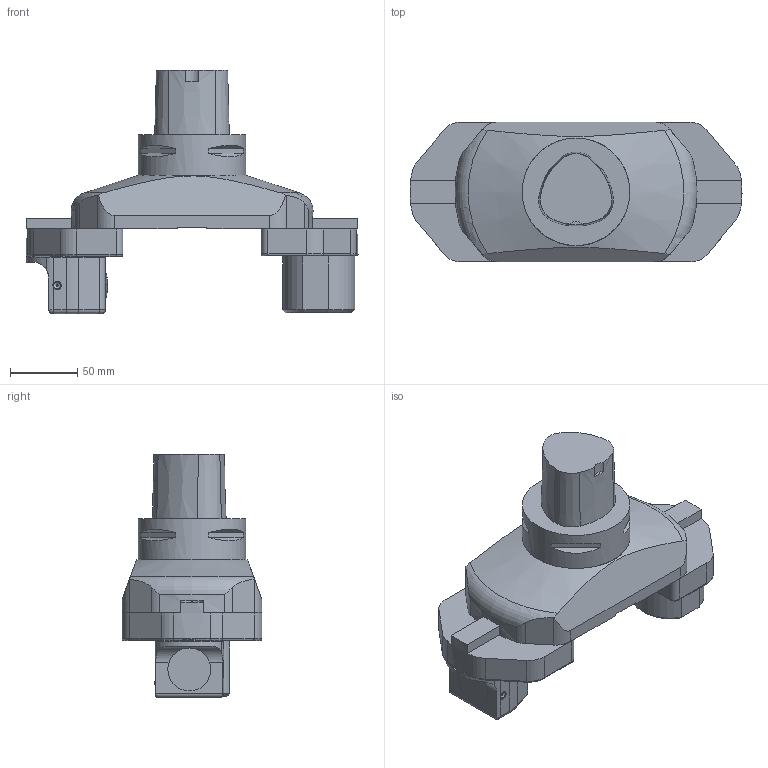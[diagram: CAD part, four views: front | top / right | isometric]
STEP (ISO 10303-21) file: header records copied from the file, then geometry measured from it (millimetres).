
FILE_DESCRIPTION(/* description */ (''),/* implementation_level */ '2;1');
FILE_NAME(/* name */ '1573799849196.stp',/* time_stamp */ '2019-11-15T07:37:37+01:00',/* author */ (''),/* organization */ ('SMS'),/* preprocessor_version */ 'ST-DEVELOPER v16.7',/* originating_system */ 'SIEMENS PLM Software NX 12.0',/* authorisation */ '');
FILE_SCHEMA (('AUTOMOTIVE_DESIGN { 1 0 10303 214 3 1 1 1 }'));
Length unit declared in the file: millimetre
Products named in the file (5): 111165461mod000_01; 111169438mod000_01; 111169585mod000_01; 111166618mod000_01; 111164917mod000_01
Assembly tree (4 placements, depth 2):
  111164917mod000_01
    111166618mod000_01
    111169585mod000_01
    111169438mod000_01
    111165461mod000_01
Bounding box: 246.96 x 104 x 181 mm (x, y, z)
Volume: 1186169.7 mm3; surface area: 136269.6 mm2
Topology: 6 solids, 7 shells, 450 faces, 1216 edges, 805 vertices
Faces by surface type: plane 321, cylinder 83, torus 21, cone 20, sphere 3, bspline 2
Full cylindrical faces by diameter (mm): 1.5 x1, 4.7 x1, 5 x2, 6 x1, 6.25 x1, 9.5 x2, 10 x2, 10.2 x1, 32 x2, 34 x2, 50 x1, 50.2 x1, 79.985 x1, 80 x1
Entity records: 14356 total; most frequent: CARTESIAN_POINT 3187, ORIENTED_EDGE 2318, DIRECTION 2177, EDGE_CURVE 1159, VERTEX_POINT 771, AXIS2_PLACEMENT_3D 752, LINE 673, VECTOR 673
